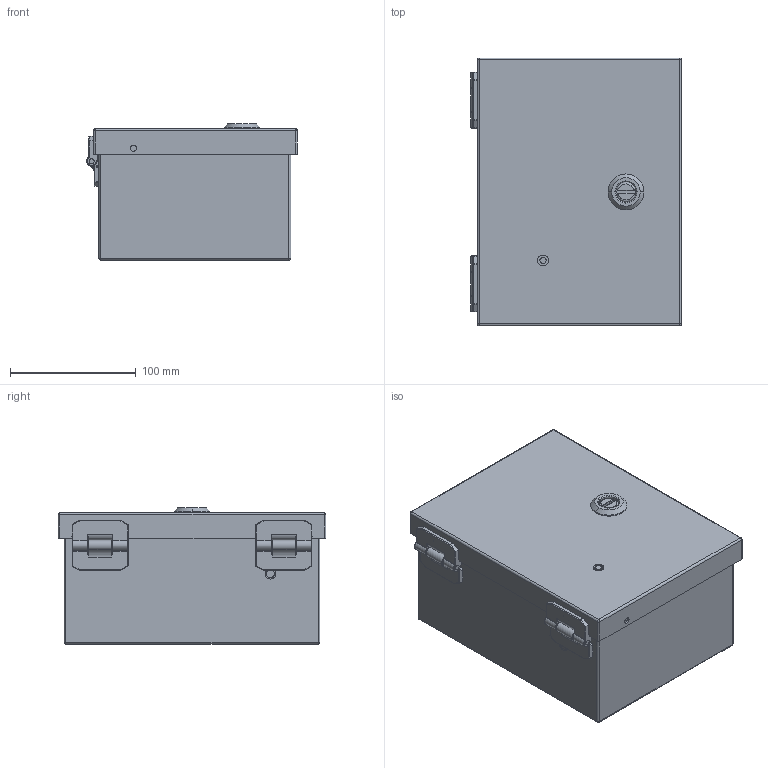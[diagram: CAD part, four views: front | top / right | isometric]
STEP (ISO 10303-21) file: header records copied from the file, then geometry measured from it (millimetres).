
FILE_DESCRIPTION (( 'STEP AP214' ), '1' );
FILE_NAME ('SCE-8N604LP_REV2.STEP', '2023-08-09T17:26:48', ( '' ), ( '' ), 'SwSTEP 2.0', 'SolidWorks 2021', '' );
FILE_SCHEMA (( 'AUTOMOTIVE_DESIGN' ));
Length unit declared in the file: inch
Products named in the file (1): SCE-8N604LP_REV2
Bounding box: 167.44 x 212.73 x 108.38 mm (x, y, z)
Volume: 296609.6 mm3; surface area: 371142 mm2
Topology: 21 solids, 21 shells, 737 faces, 1777 edges, 1066 vertices
Faces by surface type: cylinder 308, plane 268, bspline 68, torus 42, sphere 28, cone 23
Full cylindrical faces by diameter (mm): 3.962 x2, 4.013 x6, 4.06 x4, 4.763 x2, 4.905 x1, 6.02 x4, 8.192 x2, 8.357 x2, 8.715 x4
Entity records: 29648 total; most frequent: CARTESIAN_POINT 12789, DIRECTION 3421, ORIENTED_EDGE 3416, EDGE_CURVE 1708, AXIS2_PLACEMENT_3D 1292, VERTEX_POINT 1066, EDGE_LOOP 850, VECTOR 837
